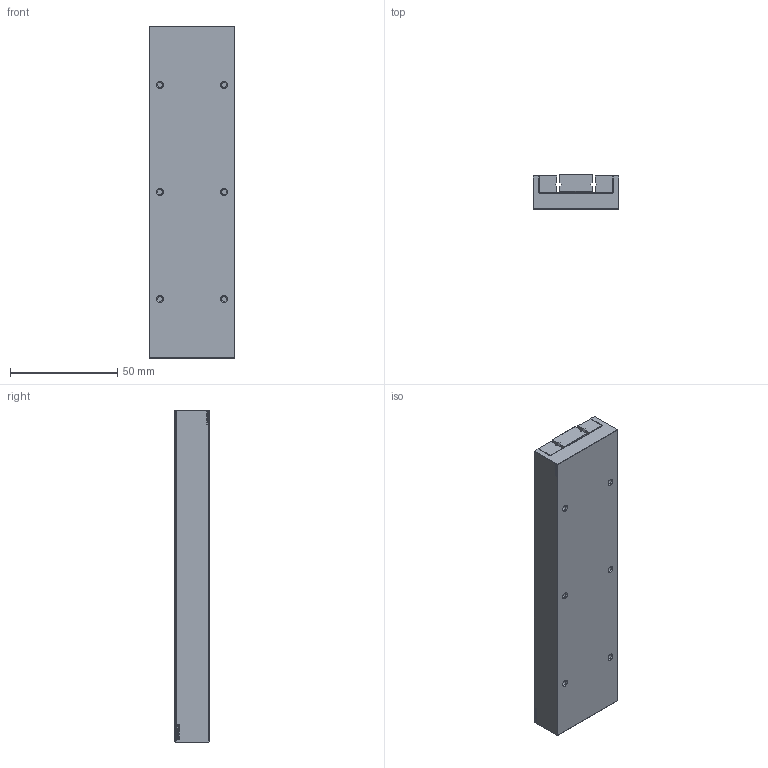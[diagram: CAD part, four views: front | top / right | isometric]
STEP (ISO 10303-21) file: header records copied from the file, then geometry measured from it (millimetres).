
FILE_DESCRIPTION(('FreeCAD Model'),'2;1');
FILE_NAME('ND 3-155.90.step', '2020-04-19T13:56:48',('Author'),(''), 'Open CASCADE STEP processor 6.8','FreeCAD','Unknown');
FILE_SCHEMA(('AUTOMOTIVE_DESIGN_CC2 { 1 2 10303 214 -1 1 5 4 }'));
Length unit declared in the file: millimetre
Products named in the file (3): ASSEMBLY; TT; DP
Assembly tree (2 placements, depth 2):
  ASSEMBLY
    TT
    DP
Bounding box: 40 x 16 x 155 mm (x, y, z)
Volume: 91308.6 mm3; surface area: 38963.8 mm2
Topology: 4 solids, 4 shells, 618 faces, 1638 edges, 1062 vertices
Faces by surface type: extrusion 304, plane 296, cylinder 12, cone 6
Full cylindrical faces by diameter (mm): 2.5 x6, 4 x6
Entity records: 40651 total; most frequent: CARTESIAN_POINT 9697, DIRECTION 4636, VECTOR 3924, LINE 3620, ORIENTED_EDGE 3276, PCURVE 3276, DEFINITIONAL_REPRESENTATION 3276, EDGE_CURVE 1638
